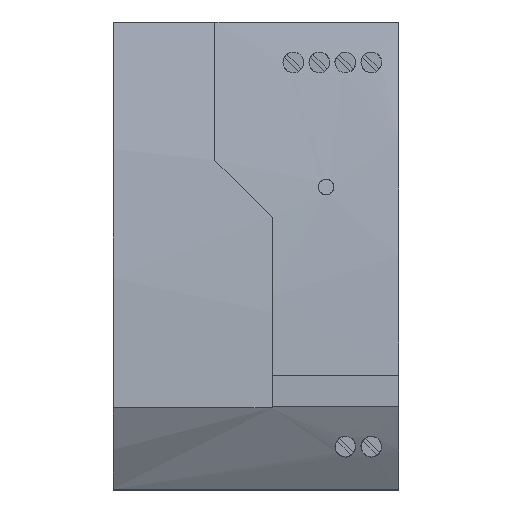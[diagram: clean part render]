
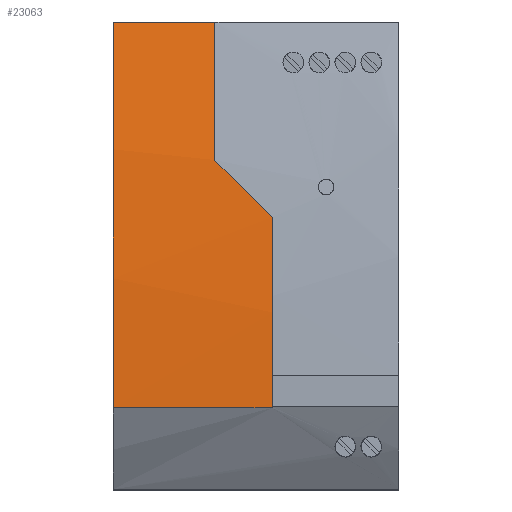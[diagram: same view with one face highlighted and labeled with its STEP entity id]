
A CAD part, top view. The second image highlights one B-rep face of the part: STEP entity #23063.
In plain terms, the highlighted free-form (B-spline) face has degree [2, 1] with [3, 2] control points.
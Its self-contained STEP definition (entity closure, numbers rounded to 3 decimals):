
#535 = EDGE_CURVE('',#536,#538,#540,.T.);
#536 = VERTEX_POINT('',#537);
#537 = CARTESIAN_POINT('',(0.,17.207,98.647));
#538 = VERTEX_POINT('',#539);
#539 = CARTESIAN_POINT('',(0.,98.917,88.743));
#540 = ( BOUNDED_CURVE() B_SPLINE_CURVE(2,(#541,#542,#543),
.UNSPECIFIED.,.F.,.F.) B_SPLINE_CURVE_WITH_KNOTS((3,3),(6.146,
6.361),.PIECEWISE_BEZIER_KNOTS.) CURVE() 
GEOMETRIC_REPRESENTATION_ITEM() RATIONAL_B_SPLINE_CURVE((1.,
0.994,1.)) REPRESENTATION_ITEM('') );
#541 = CARTESIAN_POINT('',(0.,17.207,98.647));
#542 = CARTESIAN_POINT('',(0.,58.595,98.094));
#543 = CARTESIAN_POINT('',(0.,98.917,88.743));
#20669 = EDGE_CURVE('',#20670,#538,#20672,.T.);
#20670 = VERTEX_POINT('',#20671);
#20671 = CARTESIAN_POINT('',(21.542,98.917,
    88.743));
#20672 = B_SPLINE_CURVE_WITH_KNOTS('',1,(#20673,#20674),.UNSPECIFIED.,
  .F.,.F.,(2,2),(0.,19.6),.PIECEWISE_BEZIER_KNOTS.);
#20673 = CARTESIAN_POINT('',(21.542,98.917,
    88.743));
#20674 = CARTESIAN_POINT('',(0.,98.917,88.743));
#20825 = VERTEX_POINT('',#20826);
#20826 = CARTESIAN_POINT('',(33.632,17.207,
    98.647));
#20832 = EDGE_CURVE('',#536,#20825,#20833,.T.);
#20833 = B_SPLINE_CURVE_WITH_KNOTS('',1,(#20834,#20835),.UNSPECIFIED.,
  .F.,.F.,(2,2),(-55.,-24.4),.PIECEWISE_BEZIER_KNOTS.);
#20834 = CARTESIAN_POINT('',(0.,17.207,98.647));
#20835 = CARTESIAN_POINT('',(33.632,17.207,
    98.647));
#23040 = VERTEX_POINT('',#23041);
#23041 = CARTESIAN_POINT('',(21.542,69.681,
    94.34));
#23046 = EDGE_CURVE('',#23040,#23047,#23049,.T.);
#23047 = VERTEX_POINT('',#23048);
#23048 = CARTESIAN_POINT('',(33.632,57.591,
    95.977));
#23049 = ( BOUNDED_CURVE() B_SPLINE_CURVE(2,(#23050,#23051,#23052),
.UNSPECIFIED.,.F.,.F.) B_SPLINE_CURVE_WITH_KNOTS((3,3),(1.42,
1.452),.PIECEWISE_BEZIER_KNOTS.) CURVE() 
GEOMETRIC_REPRESENTATION_ITEM() RATIONAL_B_SPLINE_CURVE((1.,
1.,1.)) REPRESENTATION_ITEM('') );
#23050 = CARTESIAN_POINT('',(21.542,69.681,
    94.34));
#23051 = CARTESIAN_POINT('',(27.574,63.649,
    95.254));
#23052 = CARTESIAN_POINT('',(33.632,57.591,
    95.977));
#23063 = ADVANCED_FACE('',(#23064),#23082,.T.);
#23064 = FACE_BOUND('',#23065,.T.);
#23065 = EDGE_LOOP('',(#23066,#23067,#23068,#23074,#23075,#23081));
#23066 = ORIENTED_EDGE('',*,*,#535,.F.);
#23067 = ORIENTED_EDGE('',*,*,#20832,.T.);
#23068 = ORIENTED_EDGE('',*,*,#23069,.T.);
#23069 = EDGE_CURVE('',#20825,#23047,#23070,.T.);
#23070 = ( BOUNDED_CURVE() B_SPLINE_CURVE(2,(#23071,#23072,#23073),
.UNSPECIFIED.,.F.,.F.) B_SPLINE_CURVE_WITH_KNOTS((3,3),(6.146,
6.251),.PIECEWISE_BEZIER_KNOTS.) CURVE() 
GEOMETRIC_REPRESENTATION_ITEM() RATIONAL_B_SPLINE_CURVE((1.,
0.999,1.)) REPRESENTATION_ITEM('') );
#23071 = CARTESIAN_POINT('',(33.632,17.207,
    98.647));
#23072 = CARTESIAN_POINT('',(33.632,37.47,
    98.376));
#23073 = CARTESIAN_POINT('',(33.632,57.591,
    95.977));
#23074 = ORIENTED_EDGE('',*,*,#23046,.F.);
#23075 = ORIENTED_EDGE('',*,*,#23076,.T.);
#23076 = EDGE_CURVE('',#23040,#20670,#23077,.T.);
#23077 = ( BOUNDED_CURVE() B_SPLINE_CURVE(2,(#23078,#23079,#23080),
.UNSPECIFIED.,.F.,.F.) B_SPLINE_CURVE_WITH_KNOTS((3,3),(0.,
0.077),.PIECEWISE_BEZIER_KNOTS.) CURVE() 
GEOMETRIC_REPRESENTATION_ITEM() RATIONAL_B_SPLINE_CURVE((1.,
0.999,1.)) REPRESENTATION_ITEM('') );
#23078 = CARTESIAN_POINT('',(21.542,69.681,
    94.34));
#23079 = CARTESIAN_POINT('',(21.542,84.407,
    92.108));
#23080 = CARTESIAN_POINT('',(21.542,98.917,
    88.743));
#23081 = ORIENTED_EDGE('',*,*,#20669,.T.);
#23082 = ( BOUNDED_SURFACE() B_SPLINE_SURFACE(2,1,(
    (#23083,#23084)
    ,(#23085,#23086)
    ,(#23087,#23088
)),.UNSPECIFIED.,.F.,.F.,.F.) B_SPLINE_SURFACE_WITH_KNOTS((3,3),(2,2),(
    6.146,6.361),(0.,30.6),
.PIECEWISE_BEZIER_KNOTS.) GEOMETRIC_REPRESENTATION_ITEM() 
RATIONAL_B_SPLINE_SURFACE((
    (1.,1.)
    ,(0.994,0.994)
,(1.,1.))) REPRESENTATION_ITEM('') SURFACE() );
#23083 = CARTESIAN_POINT('',(33.632,17.207,
    98.647));
#23084 = CARTESIAN_POINT('',(0.,17.207,98.647));
#23085 = CARTESIAN_POINT('',(33.632,58.595,
    98.094));
#23086 = CARTESIAN_POINT('',(0.,58.595,98.094));
#23087 = CARTESIAN_POINT('',(33.632,98.917,
    88.743));
#23088 = CARTESIAN_POINT('',(0.,98.917,88.743));
